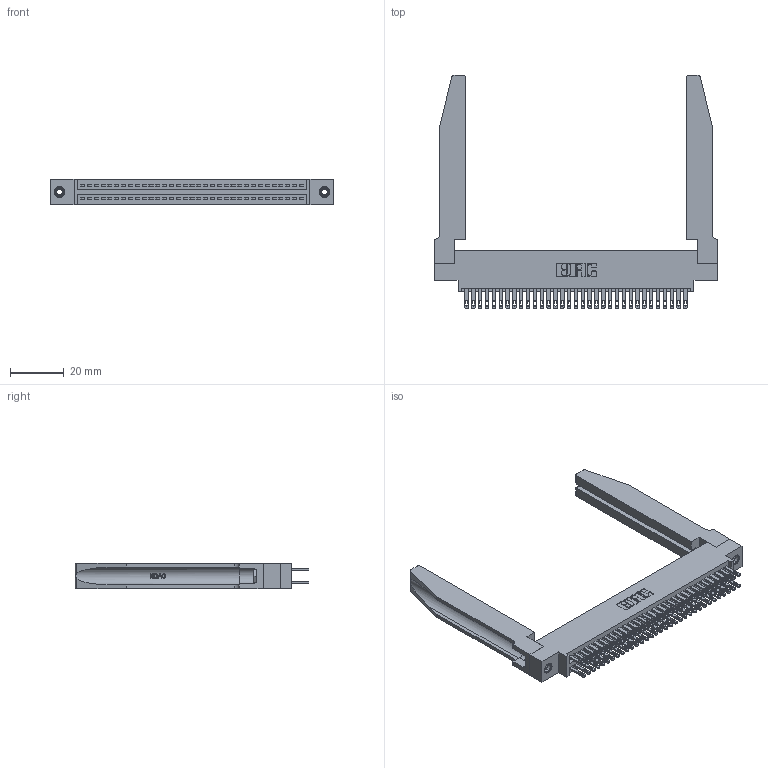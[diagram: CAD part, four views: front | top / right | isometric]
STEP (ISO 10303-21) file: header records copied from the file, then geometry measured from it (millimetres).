
FILE_DESCRIPTION (( 'STEP AP203' ), '1' );
FILE_NAME ('345-066-500-878.STEP', '2019-10-30T15:59:34', ( '' ), ( '' ), 'SwSTEP 2.0', 'SolidWorks 2016', '' );
FILE_SCHEMA (( 'CONFIG_CONTROL_DESIGN' ));
Length unit declared in the file: inch
Products named in the file (5): 345-250-001_345-250-001-102; 345-066-500-878; 345 Part_0.170 Offset - 0.156 Dia-TH; 345-220-078_345-220-078; 345-292-001_345-293-100
Assembly tree (71 placements, depth 2):
  345-066-500-878
    345 Part_0.170 Offset - 0.156 Dia-TH
    345-292-001_345-293-100  x66
    345-250-001_345-250-001-102  x2
    345-220-078_345-220-078  x2
Bounding box: 105.05 x 86.79 x 9.4 mm (x, y, z)
Volume: 17980.3 mm3; surface area: 22572.6 mm2
Topology: 71 solids, 71 shells, 3400 faces, 10267 edges, 6834 vertices
Faces by surface type: plane 2008, cylinder 1340, bspline 36, cone 12, torus 4
Entity records: 31906 total; most frequent: CARTESIAN_POINT 6275, ORIENTED_EDGE 5106, DIRECTION 4539, EDGE_CURVE 2553, VECTOR 2191, LINE 2191, VERTEX_POINT 1696, AXIS2_PLACEMENT_3D 1174
